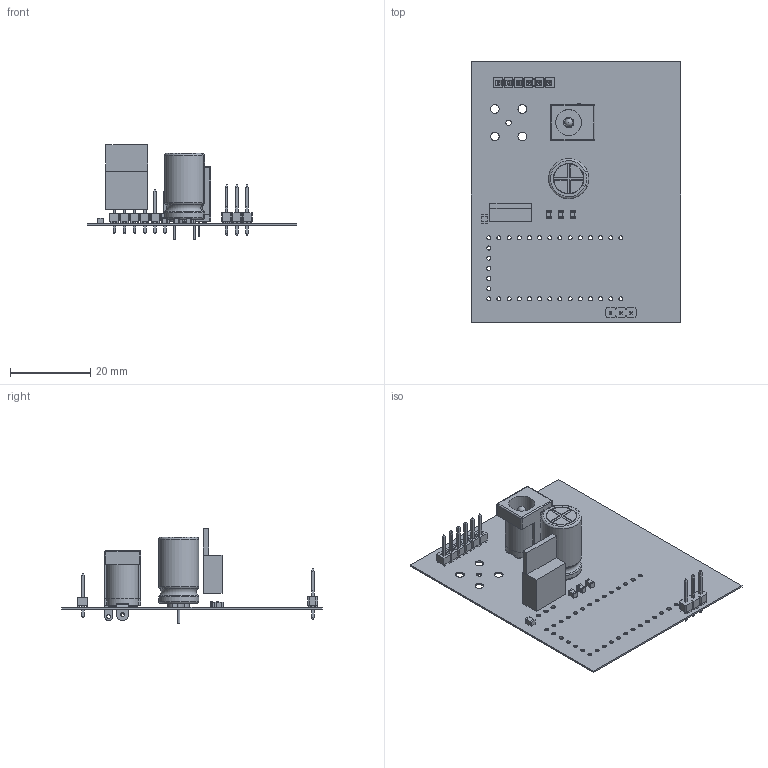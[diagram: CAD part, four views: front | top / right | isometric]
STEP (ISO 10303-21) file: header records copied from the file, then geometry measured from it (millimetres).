
FILE_DESCRIPTION(('Open CASCADE Model'),'2;1');
FILE_NAME('Open CASCADE Shape Model','2023-01-15T17:38:10',('Author'),( 'Open CASCADE'),'Open CASCADE STEP processor 7.5','Open CASCADE 7.5' ,'Unknown');
FILE_SCHEMA(('AUTOMOTIVE_DESIGN { 1 0 10303 214 1 1 1 1 }'));
Length unit declared in the file: millimetre
Products named in the file (43): PCB; Board; Open CASCADE STEP translator 7.5 1.1.1; U1; 6264537072; Extruded; 6264536832; Stepper; Conn_Molex_90120-0763_eec; 1; 2; 3; 4; P1; TSW-106-07-X-S; J1; Conn_CUI_Inc_PJ-044A_eec; pj-044a_1; pj-044a_2; pj-044a_3; pj-044a_4; pj-044a_5; C5; 6264536112; 6264535952; C4; Cap_Kemet_C0805C106K8PACTU_eec; C3; C2; C1; Cap_Panasonic_EEUFR0J182_eec; body; marking; bottom; logo; polarity marking; top; terminal
Assembly tree (49 placements, depth 4):
  PCB
    Board
      Open CASCADE STEP translator 7.5 1.1.1
    U1
      6264537072
        Extruded
      6264536832
        Extruded
    Stepper
      Conn_Molex_90120-0763_eec
        1
        2
        3
        4
    P1
      TSW-106-07-X-S
    J1
      Conn_CUI_Inc_PJ-044A_eec
        pj-044a_1
        pj-044a_2
        pj-044a_3
        pj-044a_4
        pj-044a_5
    C5
      6264536112
        Extruded
      6264535952  x2
        Extruded
    C4
      Cap_Kemet_C0805C106K8PACTU_eec
      Cap_Kemet_C0805C106K8PACTU_eec
      Cap_Kemet_C0805C106K8PACTU_eec
    C3
      Cap_Kemet_C0805C106K8PACTU_eec
      Cap_Kemet_C0805C106K8PACTU_eec
      Cap_Kemet_C0805C106K8PACTU_eec
    C2
      Cap_Kemet_C0805C106K8PACTU_eec
      Cap_Kemet_C0805C106K8PACTU_eec
      Cap_Kemet_C0805C106K8PACTU_eec
    C1
      Cap_Panasonic_EEUFR0J182_eec
        body
        marking
        bottom
        logo
        polarity marking
        top
        terminal
Bounding box: 52.3 x 65 x 23.7 mm (x, y, z)
Volume: 4233.2 mm3; surface area: 10690.5 mm2
Topology: 49 solids, 49 shells, 1464 faces, 3615 edges, 2248 vertices
Faces by surface type: plane 891, cylinder 244, bspline 231, sphere 57, torus 41
Full cylindrical faces by diameter (mm): 0.6 x2, 0.8 x2, 1 x10, 1.02 x39, 1.1 x4, 1.32 x1, 1.65 x1, 2 x1, 2.16 x4, 2.6 x1, 6.5 x1, 7.5 x2
Entity records: 46045 total; most frequent: CARTESIAN_POINT 11781, ORIENTED_EDGE 6620, DIRECTION 5642, EDGE_CURVE 3310, LINE 2298, VECTOR 2298, VERTEX_POINT 2112, AXIS2_PLACEMENT_3D 1672
